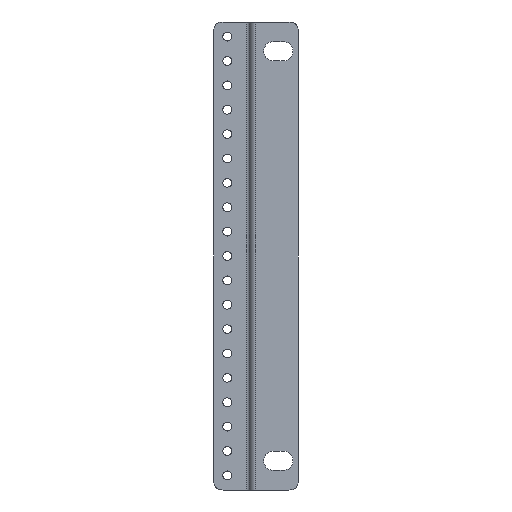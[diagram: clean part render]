
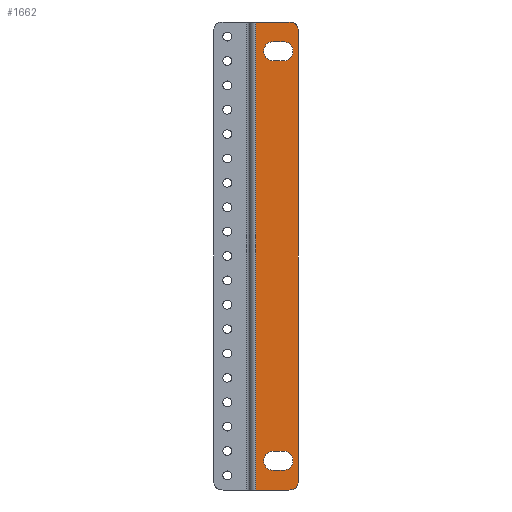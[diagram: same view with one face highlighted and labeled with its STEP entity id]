
A CAD part, front view. The second image highlights one B-rep face of the part: STEP entity #1662.
In plain terms, the highlighted planar face has unit normal (0, -1, 0).
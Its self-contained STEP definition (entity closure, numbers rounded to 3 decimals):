
#26 = CARTESIAN_POINT ( 'NONE',  ( 28.5, -20., 120. ) ) ;
#53 = CARTESIAN_POINT ( 'NONE',  ( 33.5, -20., 115. ) ) ;
#99 = VERTEX_POINT ( 'NONE', #756 ) ;
#109 = CARTESIAN_POINT ( 'NONE',  ( 25.7, -20., -100. ) ) ;
#126 = ORIENTED_EDGE ( 'NONE', *, *, #262, .T. ) ;
#130 = EDGE_CURVE ( 'NONE', #2271, #1154, #1647, .T. ) ;
#166 = EDGE_LOOP ( 'NONE', ( #1094, #1233, #1121, #2384 ) ) ;
#171 = VERTEX_POINT ( 'NONE', #26 ) ;
#175 = CARTESIAN_POINT ( 'NONE',  ( 0., -20., 120. ) ) ;
#200 = ORIENTED_EDGE ( 'NONE', *, *, #2145, .T. ) ;
#220 = CARTESIAN_POINT ( 'NONE',  ( 33.5, -20., -115. ) ) ;
#253 = DIRECTION ( 'NONE',  ( 0., -1., 0. ) ) ;
#262 = EDGE_CURVE ( 'NONE', #1154, #748, #2114, .T. ) ;
#288 = CARTESIAN_POINT ( 'NONE',  ( 11.5, -20., -120. ) ) ;
#337 = VECTOR ( 'NONE', #1350, 1000. ) ;
#349 = VERTEX_POINT ( 'NONE', #1166 ) ;
#355 = DIRECTION ( 'NONE',  ( -1., 0., 0. ) ) ;
#374 = EDGE_CURVE ( 'NONE', #894, #1842, #2407, .T. ) ;
#377 = VECTOR ( 'NONE', #1822, 1000. ) ;
#385 = CARTESIAN_POINT ( 'NONE',  ( 31.833, -20., -120. ) ) ;
#390 = VERTEX_POINT ( 'NONE', #288 ) ;
#399 = DIRECTION ( 'NONE',  ( 0., 0., 1. ) ) ;
#419 = LINE ( 'NONE', #604, #2046 ) ;
#458 = VERTEX_POINT ( 'NONE', #1268 ) ;
#556 = EDGE_CURVE ( 'NONE', #171, #1411, #2047, .T. ) ;
#595 = CARTESIAN_POINT ( 'NONE',  ( 0., -20., 100. ) ) ;
#604 = CARTESIAN_POINT ( 'NONE',  ( 0., -20., -110. ) ) ;
#612 = CARTESIAN_POINT ( 'NONE',  ( 25.7, -20., -105. ) ) ;
#625 = LINE ( 'NONE', #595, #337 ) ;
#638 = ORIENTED_EDGE ( 'NONE', *, *, #2246, .T. ) ;
#667 = EDGE_CURVE ( 'NONE', #1842, #1940, #2272, .T. ) ;
#680 = CARTESIAN_POINT ( 'NONE',  ( 20.7, -20., -110. ) ) ;
#691 = LINE ( 'NONE', #1499, #785 ) ;
#745 = CARTESIAN_POINT ( 'NONE',  ( 25.7, -20., 110. ) ) ;
#748 = VERTEX_POINT ( 'NONE', #53 ) ;
#756 = CARTESIAN_POINT ( 'NONE',  ( 25.7, -20., -110. ) ) ;
#765 = CARTESIAN_POINT ( 'NONE',  ( 33.5, -20., -115. ) ) ;
#770 = ORIENTED_EDGE ( 'NONE', *, *, #130, .T. ) ;
#785 = VECTOR ( 'NONE', #2075, 1000. ) ;
#794 = VERTEX_POINT ( 'NONE', #1745 ) ;
#814 = CARTESIAN_POINT ( 'NONE',  ( 33.5, -20., 115. ) ) ;
#835 = VECTOR ( 'NONE', #2113, 1000. ) ;
#871 = EDGE_LOOP ( 'NONE', ( #1344, #1145, #2442, #2002 ) ) ;
#894 = VERTEX_POINT ( 'NONE', #109 ) ;
#926 = ORIENTED_EDGE ( 'NONE', *, *, #1367, .F. ) ;
#948 = FACE_BOUND ( 'NONE', #871, .T. ) ;
#961 = DIRECTION ( 'NONE',  ( 0., -1., 0. ) ) ;
#975 = LINE ( 'NONE', #1773, #835 ) ;
#997 = EDGE_CURVE ( 'NONE', #2009, #794, #2247, .T. ) ;
#999 = CARTESIAN_POINT ( 'NONE',  ( 33.5, -20., 0. ) ) ;
#1012 = DIRECTION ( 'NONE',  ( 0., 0., 1. ) ) ;
#1094 = ORIENTED_EDGE ( 'NONE', *, *, #667, .F. ) ;
#1102 = EDGE_CURVE ( 'NONE', #1940, #99, #419, .T. ) ;
#1121 = ORIENTED_EDGE ( 'NONE', *, *, #2233, .F. ) ;
#1128 = AXIS2_PLACEMENT_3D ( 'NONE', #1905, #2094, #1532 ) ;
#1140 = CARTESIAN_POINT ( 'NONE',  ( 33.5, -20., -118.333 ) ) ;
#1145 = ORIENTED_EDGE ( 'NONE', *, *, #2323, .T. ) ;
#1154 = VERTEX_POINT ( 'NONE', #220 ) ;
#1164 = EDGE_CURVE ( 'NONE', #794, #458, #625, .T. ) ;
#1166 = CARTESIAN_POINT ( 'NONE',  ( 20.7, -20., 110. ) ) ;
#1203 = DIRECTION ( 'NONE',  ( 0., 0., 1. ) ) ;
#1233 = ORIENTED_EDGE ( 'NONE', *, *, #374, .F. ) ;
#1268 = CARTESIAN_POINT ( 'NONE',  ( 20.7, -20., 100. ) ) ;
#1303 = PLANE ( 'NONE',  #2299 ) ;
#1311 = CIRCLE ( 'NONE', #2074, 5. ) ;
#1317 = FACE_BOUND ( 'NONE', #166, .T. ) ;
#1337 = CARTESIAN_POINT ( 'NONE',  ( 28.5, -20., 120. ) ) ;
#1344 = ORIENTED_EDGE ( 'NONE', *, *, #1164, .T. ) ;
#1346 = B_SPLINE_CURVE_WITH_KNOTS ( 'NONE', 3,
 ( #814, #1359, #1573, #1337 ),
 .UNSPECIFIED., .F., .F.,
 ( 4, 4 ),
 ( 0., 1. ),
 .UNSPECIFIED. ) ;
#1348 = LINE ( 'NONE', #1749, #2030 ) ;
#1350 = DIRECTION ( 'NONE',  ( -1., 0., 0. ) ) ;
#1359 = CARTESIAN_POINT ( 'NONE',  ( 33.5, -20., 118.333 ) ) ;
#1361 = DIRECTION ( 'NONE',  ( 1., 0., 0. ) ) ;
#1367 = EDGE_CURVE ( 'NONE', #390, #1411, #691, .T. ) ;
#1369 = DIRECTION ( 'NONE',  ( 0., 0., 1. ) ) ;
#1411 = VERTEX_POINT ( 'NONE', #2005 ) ;
#1430 = AXIS2_PLACEMENT_3D ( 'NONE', #612, #253, #1369 ) ;
#1499 = CARTESIAN_POINT ( 'NONE',  ( 11.5, -20., 120. ) ) ;
#1528 = VECTOR ( 'NONE', #1012, 1000. ) ;
#1532 = DIRECTION ( 'NONE',  ( 0., 0., 1. ) ) ;
#1573 = CARTESIAN_POINT ( 'NONE',  ( 31.833, -20., 120. ) ) ;
#1606 = DIRECTION ( 'NONE',  ( 0., 1., 0. ) ) ;
#1647 = B_SPLINE_CURVE_WITH_KNOTS ( 'NONE', 3,
 ( #1718, #385, #1140, #765 ),
 .UNSPECIFIED., .F., .F.,
 ( 4, 4 ),
 ( 0., 1. ),
 .UNSPECIFIED. ) ;
#1662 = ADVANCED_FACE ( 'NONE', ( #1686, #948, #1317 ), #1303, .F. ) ;
#1686 = FACE_OUTER_BOUND ( 'NONE', #2296, .T. ) ;
#1718 = CARTESIAN_POINT ( 'NONE',  ( 28.5, -20., -120. ) ) ;
#1743 = ORIENTED_EDGE ( 'NONE', *, *, #556, .T. ) ;
#1745 = CARTESIAN_POINT ( 'NONE',  ( 25.7, -20., 100. ) ) ;
#1749 = CARTESIAN_POINT ( 'NONE',  ( 0., -20., -120. ) ) ;
#1773 = CARTESIAN_POINT ( 'NONE',  ( 0., -20., 110. ) ) ;
#1777 = CARTESIAN_POINT ( 'NONE',  ( 20.7, -20., -100. ) ) ;
#1796 = CARTESIAN_POINT ( 'NONE',  ( 20.7, -20., 105. ) ) ;
#1821 = CARTESIAN_POINT ( 'NONE',  ( 28.5, -20., -120. ) ) ;
#1822 = DIRECTION ( 'NONE',  ( -1., 0., 0. ) ) ;
#1842 = VERTEX_POINT ( 'NONE', #1777 ) ;
#1855 = DIRECTION ( 'NONE',  ( 0., 0., 1. ) ) ;
#1869 = CARTESIAN_POINT ( 'NONE',  ( 20.7, -20., -105. ) ) ;
#1905 = CARTESIAN_POINT ( 'NONE',  ( 25.7, -20., 105. ) ) ;
#1940 = VERTEX_POINT ( 'NONE', #680 ) ;
#1945 = CIRCLE ( 'NONE', #1430, 5. ) ;
#2002 = ORIENTED_EDGE ( 'NONE', *, *, #997, .T. ) ;
#2005 = CARTESIAN_POINT ( 'NONE',  ( 11.5, -20., 120. ) ) ;
#2009 = VERTEX_POINT ( 'NONE', #745 ) ;
#2020 = CARTESIAN_POINT ( 'NONE',  ( 0., -20., -100. ) ) ;
#2030 = VECTOR ( 'NONE', #2300, 1000. ) ;
#2046 = VECTOR ( 'NONE', #1361, 1000. ) ;
#2047 = LINE ( 'NONE', #175, #2366 ) ;
#2069 = CARTESIAN_POINT ( 'NONE',  ( 0., -20., 0. ) ) ;
#2074 = AXIS2_PLACEMENT_3D ( 'NONE', #1796, #1606, #1203 ) ;
#2075 = DIRECTION ( 'NONE',  ( 0., 0., 1. ) ) ;
#2094 = DIRECTION ( 'NONE',  ( 0., 1., 0. ) ) ;
#2113 = DIRECTION ( 'NONE',  ( 1., 0., 0. ) ) ;
#2114 = LINE ( 'NONE', #999, #1528 ) ;
#2145 = EDGE_CURVE ( 'NONE', #390, #2271, #1348, .T. ) ;
#2172 = EDGE_CURVE ( 'NONE', #349, #2009, #975, .T. ) ;
#2233 = EDGE_CURVE ( 'NONE', #99, #894, #1945, .T. ) ;
#2246 = EDGE_CURVE ( 'NONE', #748, #171, #1346, .T. ) ;
#2247 = CIRCLE ( 'NONE', #1128, 5. ) ;
#2271 = VERTEX_POINT ( 'NONE', #1821 ) ;
#2272 = CIRCLE ( 'NONE', #2375, 5. ) ;
#2296 = EDGE_LOOP ( 'NONE', ( #200, #770, #126, #638, #1743, #926 ) ) ;
#2299 = AXIS2_PLACEMENT_3D ( 'NONE', #2069, #2429, #1855 ) ;
#2300 = DIRECTION ( 'NONE',  ( 1., 0., 0. ) ) ;
#2323 = EDGE_CURVE ( 'NONE', #458, #349, #1311, .T. ) ;
#2366 = VECTOR ( 'NONE', #355, 1000. ) ;
#2375 = AXIS2_PLACEMENT_3D ( 'NONE', #1869, #961, #399 ) ;
#2384 = ORIENTED_EDGE ( 'NONE', *, *, #1102, .F. ) ;
#2407 = LINE ( 'NONE', #2020, #377 ) ;
#2429 = DIRECTION ( 'NONE',  ( 0., 1., 0. ) ) ;
#2442 = ORIENTED_EDGE ( 'NONE', *, *, #2172, .T. ) ;
